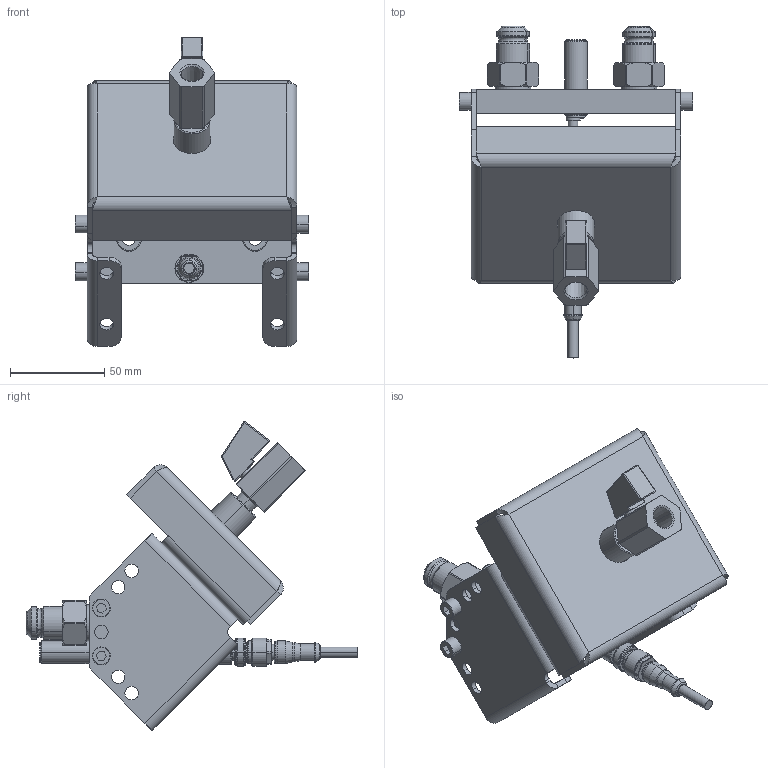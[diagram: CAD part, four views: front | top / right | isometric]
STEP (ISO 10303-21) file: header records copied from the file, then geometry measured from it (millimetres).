
FILE_DESCRIPTION((''),'2;1');
FILE_NAME('ILCM45600529','2017-05-04T',('maj'),(''),'PRO/ENGINEER BY PARAMETRIC TECHNOLOGY CORPORATION, 2013320','PRO/ENGINEER BY PARAMETRIC TECHNOLOGY CORPORATION, 2013320','');
FILE_SCHEMA(('AUTOMOTIVE_DESIGN { 1 0 10303 214 1 1 1 1 }'));
Length unit declared in the file: inch
Products named in the file (1): ILCM45600529
Bounding box: 123.8 x 175.9 x 163.72 mm (x, y, z)
Volume: 193472.7 mm3; surface area: 102918 mm2
Topology: 4 solids, 4 shells, 743 faces, 1733 edges, 1055 vertices
Faces by surface type: plane 283, cylinder 230, cone 180, torus 34, bspline 8, sphere 8
Entity records: 24532 total; most frequent: CARTESIAN_POINT 5771, DIRECTION 3719, ORIENTED_EDGE 3466, EDGE_CURVE 1733, AXIS2_PLACEMENT_3D 1439, VERTEX_POINT 1055, VECTOR 841, LINE 841
